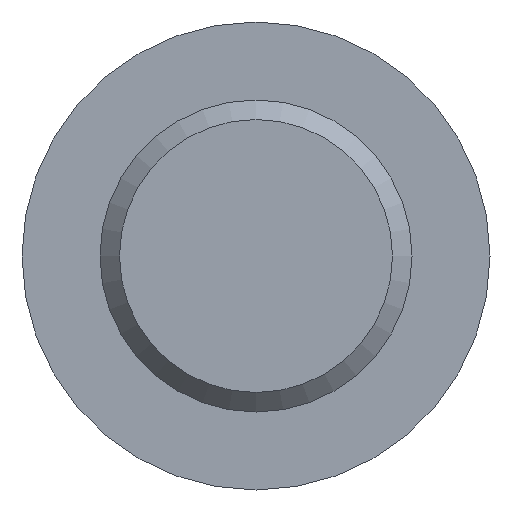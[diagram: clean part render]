
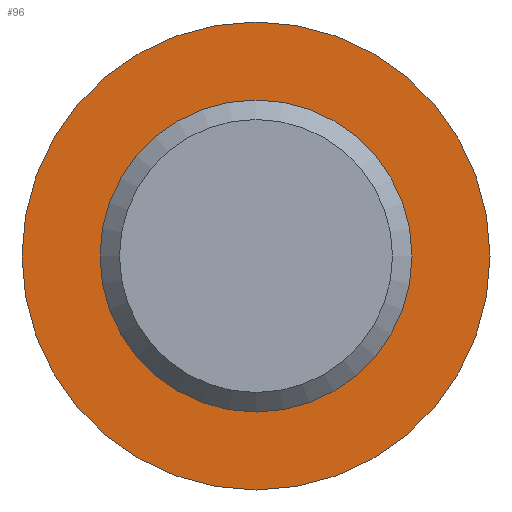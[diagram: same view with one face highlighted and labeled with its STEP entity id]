
A CAD part, front view. The second image highlights one B-rep face of the part: STEP entity #96.
In plain terms, the highlighted planar face has unit normal (0, -1, 0).
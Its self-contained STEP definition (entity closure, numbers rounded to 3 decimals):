
#33 = AXIS2_PLACEMENT_3D ( 'NONE', #420, #156, #82 ) ;
#35 = DIRECTION ( 'NONE',  ( 0., 0., -1. ) ) ;
#40 = VERTEX_POINT ( 'NONE', #447 ) ;
#82 = DIRECTION ( 'NONE',  ( 0., 0., -1. ) ) ;
#95 = EDGE_LOOP ( 'NONE', ( #141 ) ) ;
#96 = ADVANCED_FACE ( 'NONE', ( #496, #107 ), #318, .F. ) ;
#107 = FACE_OUTER_BOUND ( 'NONE', #95, .T. ) ;
#116 = CARTESIAN_POINT ( 'NONE',  ( -10., 140., 0. ) ) ;
#119 = CIRCLE ( 'NONE', #33, 10. ) ;
#137 = EDGE_LOOP ( 'NONE', ( #335 ) ) ;
#141 = ORIENTED_EDGE ( 'NONE', *, *, #536, .T. ) ;
#151 = DIRECTION ( 'NONE',  ( 0., -1., 0. ) ) ;
#156 = DIRECTION ( 'NONE',  ( 0., -1., 0. ) ) ;
#199 = EDGE_CURVE ( 'NONE', #40, #40, #119, .T. ) ;
#231 = VERTEX_POINT ( 'NONE', #454 ) ;
#236 = AXIS2_PLACEMENT_3D ( 'NONE', #116, #531, #280 ) ;
#275 = CIRCLE ( 'NONE', #451, 15. ) ;
#280 = DIRECTION ( 'NONE',  ( 0., 0., 1. ) ) ;
#318 = PLANE ( 'NONE',  #236 ) ;
#335 = ORIENTED_EDGE ( 'NONE', *, *, #199, .F. ) ;
#420 = CARTESIAN_POINT ( 'NONE',  ( 0., 140., 0. ) ) ;
#447 = CARTESIAN_POINT ( 'NONE',  ( 0., 140., -10. ) ) ;
#451 = AXIS2_PLACEMENT_3D ( 'NONE', #512, #151, #35 ) ;
#454 = CARTESIAN_POINT ( 'NONE',  ( 0., 140., -15. ) ) ;
#496 = FACE_BOUND ( 'NONE', #137, .T. ) ;
#512 = CARTESIAN_POINT ( 'NONE',  ( 0., 140., 0. ) ) ;
#531 = DIRECTION ( 'NONE',  ( 0., 1., 0. ) ) ;
#536 = EDGE_CURVE ( 'NONE', #231, #231, #275, .T. ) ;
